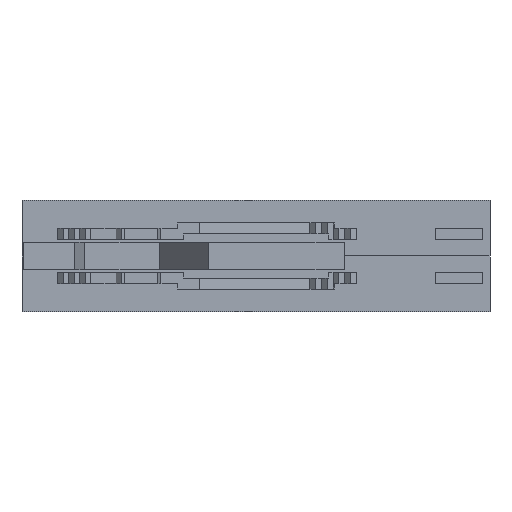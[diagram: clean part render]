
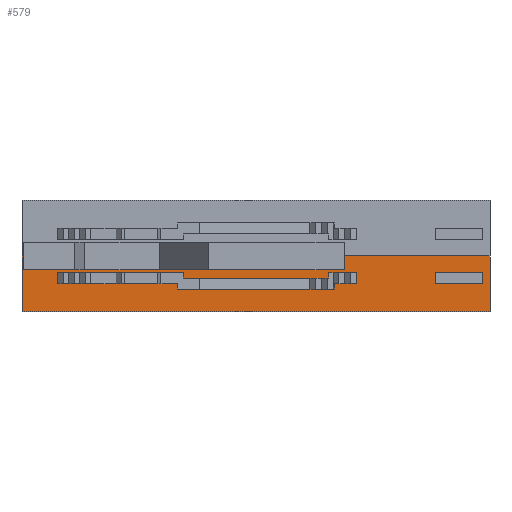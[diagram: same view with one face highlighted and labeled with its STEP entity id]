
A CAD part, front view. The second image highlights one B-rep face of the part: STEP entity #579.
In plain terms, the highlighted planar face has unit normal (0, -1, 0).
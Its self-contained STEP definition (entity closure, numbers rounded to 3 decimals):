
#147=CARTESIAN_POINT('',(-149.814,115.634,-1.25));
#148=VERTEX_POINT('',#147);
#237=CARTESIAN_POINT('',(-176.448,115.634,-1.25));
#238=VERTEX_POINT('',#237);
#245=CARTESIAN_POINT('',(-176.448,115.634,-1.25));
#246=DIRECTION('',(1.,0.,0.));
#247=VECTOR('',#246,26.634);
#248=LINE('',#245,#247);
#249=EDGE_CURVE('',#238,#148,#248,.T.);
#289=CARTESIAN_POINT('',(-176.448,115.634,0.));
#290=VERTEX_POINT('',#289);
#297=CARTESIAN_POINT('',(-176.448,115.634,0.));
#298=DIRECTION('',(0.,0.,-1.));
#299=VECTOR('',#298,1.25);
#300=LINE('',#297,#299);
#301=EDGE_CURVE('',#290,#238,#300,.T.);
#328=CARTESIAN_POINT('',(-176.598,115.634,-5.075));
#329=DIRECTION('',(-1.,0.,0.));
#330=DIRECTION('',(-0.,-1.,-0.));
#331=AXIS2_PLACEMENT_3D('',#328,#330,#329);
#332=PLANE('',#331);
#333=ORIENTED_EDGE('',*,*,#249,.F.);
#334=ORIENTED_EDGE('',*,*,#301,.F.);
#335=CARTESIAN_POINT('',(-176.598,115.634,0.));
#336=VERTEX_POINT('',#335);
#337=CARTESIAN_POINT('',(-176.448,115.634,0.));
#338=DIRECTION('',(-1.,0.,0.));
#339=VECTOR('',#338,0.15);
#340=LINE('',#337,#339);
#341=EDGE_CURVE('',#290,#336,#340,.T.);
#342=ORIENTED_EDGE('E34',*,*,#341,.T.);
#343=CARTESIAN_POINT('',(-176.598,115.634,-5.075));
#344=VERTEX_POINT('',#343);
#345=CARTESIAN_POINT('',(-176.598,115.634,0.));
#346=DIRECTION('',(0.,0.,-1.));
#347=VECTOR('',#346,5.075);
#348=LINE('',#345,#347);
#349=EDGE_CURVE('',#336,#344,#348,.T.);
#350=ORIENTED_EDGE('E35',*,*,#349,.T.);
#351=CARTESIAN_POINT('',(-134.098,115.634,-5.075));
#352=VERTEX_POINT('',#351);
#353=CARTESIAN_POINT('',(-176.598,115.634,-5.075));
#354=DIRECTION('',(1.,0.,0.));
#355=VECTOR('',#354,42.5);
#356=LINE('',#353,#355);
#357=EDGE_CURVE('',#344,#352,#356,.T.);
#358=ORIENTED_EDGE('E36',*,*,#357,.T.);
#359=CARTESIAN_POINT('',(-134.098,115.634,0.));
#360=VERTEX_POINT('',#359);
#361=CARTESIAN_POINT('',(-134.098,115.634,-5.075));
#362=DIRECTION('',(0.,0.,1.));
#363=VECTOR('',#362,5.075);
#364=LINE('',#361,#363);
#365=EDGE_CURVE('',#352,#360,#364,.T.);
#366=ORIENTED_EDGE('E37',*,*,#365,.T.);
#367=CARTESIAN_POINT('',(-149.814,115.634,0.));
#368=VERTEX_POINT('',#367);
#369=CARTESIAN_POINT('',(-134.098,115.634,0.));
#370=DIRECTION('',(-1.,0.,0.));
#371=VECTOR('',#370,15.716);
#372=LINE('',#369,#371);
#373=EDGE_CURVE('',#360,#368,#372,.T.);
#374=ORIENTED_EDGE('E38',*,*,#373,.T.);
#375=CARTESIAN_POINT('',(-149.814,115.634,0.));
#376=DIRECTION('',(0.,0.,-1.));
#377=VECTOR('',#376,1.25);
#378=LINE('',#375,#377);
#379=EDGE_CURVE('',#368,#148,#378,.T.);
#380=ORIENTED_EDGE('E39',*,*,#379,.T.);
#381=EDGE_LOOP('',(#333,#334,#342,#350,#358,#366,#374,#380));
#382=FACE_OUTER_BOUND('',#381,.T.);
#383=CARTESIAN_POINT('',(-139.048,115.634,-2.5));
#384=VERTEX_POINT('',#383);
#385=CARTESIAN_POINT('',(-139.048,115.634,-1.5));
#386=VERTEX_POINT('',#385);
#387=CARTESIAN_POINT('',(-139.048,115.634,-2.5));
#388=DIRECTION('',(0.,0.,1.));
#389=VECTOR('',#388,1.);
#390=LINE('',#387,#389);
#391=EDGE_CURVE('',#384,#386,#390,.T.);
#392=ORIENTED_EDGE('E40',*,*,#391,.T.);
#393=CARTESIAN_POINT('',(-134.748,115.634,-1.5));
#394=VERTEX_POINT('',#393);
#395=CARTESIAN_POINT('',(-139.048,115.634,-1.5));
#396=DIRECTION('',(1.,0.,0.));
#397=VECTOR('',#396,4.3);
#398=LINE('',#395,#397);
#399=EDGE_CURVE('',#386,#394,#398,.T.);
#400=ORIENTED_EDGE('E41',*,*,#399,.T.);
#401=CARTESIAN_POINT('',(-134.748,115.634,-2.5));
#402=VERTEX_POINT('',#401);
#403=CARTESIAN_POINT('',(-134.748,115.634,-1.5));
#404=DIRECTION('',(0.,0.,-1.));
#405=VECTOR('',#404,1.);
#406=LINE('',#403,#405);
#407=EDGE_CURVE('',#394,#402,#406,.T.);
#408=ORIENTED_EDGE('E42',*,*,#407,.T.);
#409=CARTESIAN_POINT('',(-134.748,115.634,-2.5));
#410=DIRECTION('',(-1.,0.,0.));
#411=VECTOR('',#410,4.3);
#412=LINE('',#409,#411);
#413=EDGE_CURVE('',#402,#384,#412,.T.);
#414=ORIENTED_EDGE('E43',*,*,#413,.T.);
#415=EDGE_LOOP('',(#392,#400,#408,#414));
#416=FACE_BOUND('',#415,.T.);
#417=CARTESIAN_POINT('',(-150.448,115.634,-2.));
#418=VERTEX_POINT('',#417);
#419=CARTESIAN_POINT('',(-149.398,115.634,-2.));
#420=VERTEX_POINT('',#419);
#421=CARTESIAN_POINT('',(-150.448,115.634,-2.));
#422=DIRECTION('',(1.,0.,0.));
#423=VECTOR('',#422,1.05);
#424=LINE('',#421,#423);
#425=EDGE_CURVE('',#418,#420,#424,.T.);
#426=ORIENTED_EDGE('E44',*,*,#425,.T.);
#427=CARTESIAN_POINT('',(-148.748,115.634,-2.));
#428=VERTEX_POINT('',#427);
#429=CARTESIAN_POINT('',(-149.398,115.634,-2.));
#430=DIRECTION('',(1.,0.,0.));
#431=VECTOR('',#430,0.65);
#432=LINE('',#429,#431);
#433=EDGE_CURVE('',#420,#428,#432,.T.);
#434=ORIENTED_EDGE('E45',*,*,#433,.T.);
#435=CARTESIAN_POINT('',(-148.748,115.634,-1.5));
#436=VERTEX_POINT('',#435);
#437=CARTESIAN_POINT('',(-148.748,115.634,-2.));
#438=DIRECTION('',(0.,0.,1.));
#439=VECTOR('',#438,0.5);
#440=LINE('',#437,#439);
#441=EDGE_CURVE('',#428,#436,#440,.T.);
#442=ORIENTED_EDGE('E46',*,*,#441,.T.);
#443=CARTESIAN_POINT('',(-148.348,115.634,-1.5));
#444=VERTEX_POINT('',#443);
#445=CARTESIAN_POINT('',(-148.748,115.634,-1.5));
#446=DIRECTION('',(1.,0.,0.));
#447=VECTOR('',#446,0.4);
#448=LINE('',#445,#447);
#449=EDGE_CURVE('',#436,#444,#448,.T.);
#450=ORIENTED_EDGE('E47',*,*,#449,.T.);
#451=CARTESIAN_POINT('',(-147.298,115.634,-1.5));
#452=VERTEX_POINT('',#451);
#453=CARTESIAN_POINT('',(-148.348,115.634,-1.5));
#454=DIRECTION('',(1.,0.,0.));
#455=VECTOR('',#454,1.05);
#456=LINE('',#453,#455);
#457=EDGE_CURVE('',#444,#452,#456,.T.);
#458=ORIENTED_EDGE('E48',*,*,#457,.T.);
#459=CARTESIAN_POINT('',(-146.248,115.634,-1.5));
#460=VERTEX_POINT('',#459);
#461=CARTESIAN_POINT('',(-147.298,115.634,-1.5));
#462=DIRECTION('',(1.,0.,0.));
#463=VECTOR('',#462,1.05);
#464=LINE('',#461,#463);
#465=EDGE_CURVE('',#452,#460,#464,.T.);
#466=ORIENTED_EDGE('E49',*,*,#465,.T.);
#467=CARTESIAN_POINT('',(-146.248,115.634,-2.5));
#468=VERTEX_POINT('',#467);
#469=CARTESIAN_POINT('',(-146.248,115.634,-1.5));
#470=DIRECTION('',(0.,0.,-1.));
#471=VECTOR('',#470,1.);
#472=LINE('',#469,#471);
#473=EDGE_CURVE('',#460,#468,#472,.T.);
#474=ORIENTED_EDGE('E50',*,*,#473,.T.);
#475=CARTESIAN_POINT('',(-147.298,115.634,-2.5));
#476=VERTEX_POINT('',#475);
#477=CARTESIAN_POINT('',(-146.248,115.634,-2.5));
#478=DIRECTION('',(-1.,0.,0.));
#479=VECTOR('',#478,1.05);
#480=LINE('',#477,#479);
#481=EDGE_CURVE('',#468,#476,#480,.T.);
#482=ORIENTED_EDGE('E51',*,*,#481,.T.);
#483=CARTESIAN_POINT('',(-148.248,115.634,-2.5));
#484=VERTEX_POINT('',#483);
#485=CARTESIAN_POINT('',(-147.298,115.634,-2.5));
#486=DIRECTION('',(-1.,0.,0.));
#487=VECTOR('',#486,0.95);
#488=LINE('',#485,#487);
#489=EDGE_CURVE('',#476,#484,#488,.T.);
#490=ORIENTED_EDGE('E52',*,*,#489,.T.);
#491=CARTESIAN_POINT('',(-148.248,115.634,-3.));
#492=VERTEX_POINT('',#491);
#493=CARTESIAN_POINT('',(-148.248,115.634,-2.5));
#494=DIRECTION('',(0.,0.,-1.));
#495=VECTOR('',#494,0.5);
#496=LINE('',#493,#495);
#497=EDGE_CURVE('',#484,#492,#496,.T.);
#498=ORIENTED_EDGE('E53',*,*,#497,.T.);
#499=CARTESIAN_POINT('',(-148.348,115.634,-3.));
#500=VERTEX_POINT('',#499);
#501=CARTESIAN_POINT('',(-148.248,115.634,-3.));
#502=DIRECTION('',(-1.,0.,0.));
#503=VECTOR('',#502,0.1);
#504=LINE('',#501,#503);
#505=EDGE_CURVE('',#492,#500,#504,.T.);
#506=ORIENTED_EDGE('E54',*,*,#505,.T.);
#507=CARTESIAN_POINT('',(-149.398,115.634,-3.));
#508=VERTEX_POINT('',#507);
#509=CARTESIAN_POINT('',(-148.348,115.634,-3.));
#510=DIRECTION('',(-1.,0.,0.));
#511=VECTOR('',#510,1.05);
#512=LINE('',#509,#511);
#513=EDGE_CURVE('',#500,#508,#512,.T.);
#514=ORIENTED_EDGE('E55',*,*,#513,.T.);
#515=CARTESIAN_POINT('',(-150.448,115.634,-3.));
#516=VERTEX_POINT('',#515);
#517=CARTESIAN_POINT('',(-149.398,115.634,-3.));
#518=DIRECTION('',(-1.,0.,0.));
#519=VECTOR('',#518,1.05);
#520=LINE('',#517,#519);
#521=EDGE_CURVE('',#508,#516,#520,.T.);
#522=ORIENTED_EDGE('E56',*,*,#521,.T.);
#523=CARTESIAN_POINT('',(-162.448,115.634,-3.));
#524=VERTEX_POINT('',#523);
#525=CARTESIAN_POINT('',(-150.448,115.634,-3.));
#526=DIRECTION('',(-1.,0.,0.));
#527=VECTOR('',#526,12.);
#528=LINE('',#525,#527);
#529=EDGE_CURVE('',#516,#524,#528,.T.);
#530=ORIENTED_EDGE('E57',*,*,#529,.T.);
#531=CARTESIAN_POINT('',(-162.448,115.634,-2.5));
#532=VERTEX_POINT('',#531);
#533=CARTESIAN_POINT('',(-162.448,115.634,-3.));
#534=DIRECTION('',(0.,0.,1.));
#535=VECTOR('',#534,0.5);
#536=LINE('',#533,#535);
#537=EDGE_CURVE('',#524,#532,#536,.T.);
#538=ORIENTED_EDGE('E58',*,*,#537,.T.);
#539=CARTESIAN_POINT('',(-173.348,115.634,-2.5));
#540=VERTEX_POINT('',#539);
#541=CARTESIAN_POINT('',(-162.448,115.634,-2.5));
#542=DIRECTION('',(-1.,0.,0.));
#543=VECTOR('',#542,10.9);
#544=LINE('',#541,#543);
#545=EDGE_CURVE('',#532,#540,#544,.T.);
#546=ORIENTED_EDGE('E59',*,*,#545,.T.);
#547=CARTESIAN_POINT('',(-173.348,115.634,-1.5));
#548=VERTEX_POINT('',#547);
#549=CARTESIAN_POINT('',(-173.348,115.634,-2.5));
#550=DIRECTION('',(0.,0.,1.));
#551=VECTOR('',#550,1.);
#552=LINE('',#549,#551);
#553=EDGE_CURVE('',#540,#548,#552,.T.);
#554=ORIENTED_EDGE('E60',*,*,#553,.T.);
#555=CARTESIAN_POINT('',(-161.948,115.634,-1.5));
#556=VERTEX_POINT('',#555);
#557=CARTESIAN_POINT('',(-173.348,115.634,-1.5));
#558=DIRECTION('',(1.,0.,0.));
#559=VECTOR('',#558,11.4);
#560=LINE('',#557,#559);
#561=EDGE_CURVE('',#548,#556,#560,.T.);
#562=ORIENTED_EDGE('E61',*,*,#561,.T.);
#563=CARTESIAN_POINT('',(-161.948,115.634,-2.));
#564=VERTEX_POINT('',#563);
#565=CARTESIAN_POINT('',(-161.948,115.634,-1.5));
#566=DIRECTION('',(0.,0.,-1.));
#567=VECTOR('',#566,0.5);
#568=LINE('',#565,#567);
#569=EDGE_CURVE('',#556,#564,#568,.T.);
#570=ORIENTED_EDGE('E62',*,*,#569,.T.);
#571=CARTESIAN_POINT('',(-161.948,115.634,-2.));
#572=DIRECTION('',(1.,0.,0.));
#573=VECTOR('',#572,11.5);
#574=LINE('',#571,#573);
#575=EDGE_CURVE('',#564,#418,#574,.T.);
#576=ORIENTED_EDGE('E63',*,*,#575,.T.);
#577=EDGE_LOOP('',(#426,#434,#442,#450,#458,#466,#474,#482,#490,#498,#506,#514,#522,#530,#538,#546,#554,#562,#570,#576));
#578=FACE_BOUND('',#577,.T.);
#579=ADVANCED_FACE('F6',(#382,#416,#578),#332,.T.);
